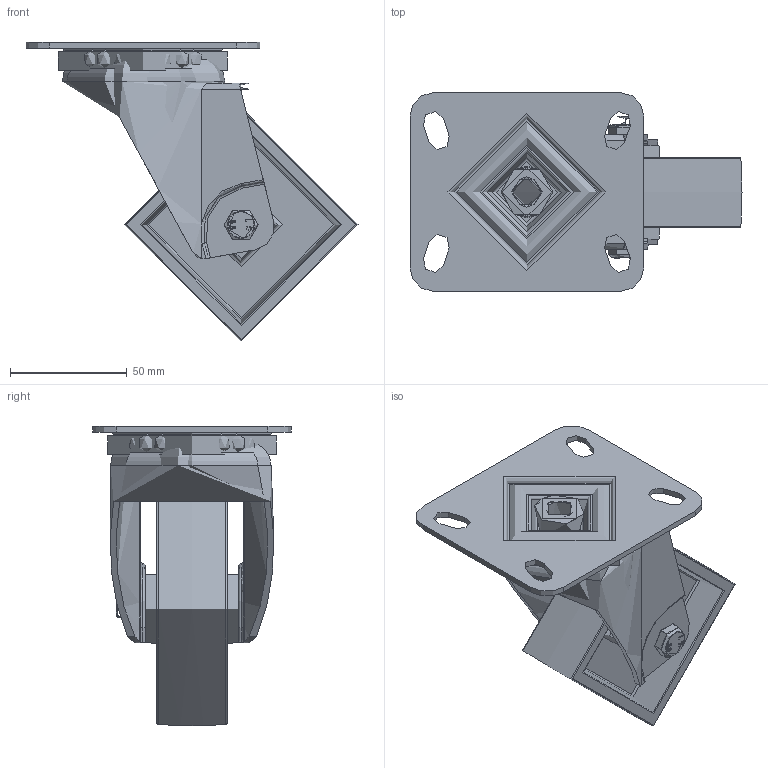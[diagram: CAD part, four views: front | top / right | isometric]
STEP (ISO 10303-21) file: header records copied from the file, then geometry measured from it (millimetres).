
FILE_DESCRIPTION(/* description */ ('','CAx-IF Rec.Pracs.---Representation and Presentation of Product Manufacturing Information (PMI)---4.0---2014-10-13'),/* implementation_level */ '2;1');
FILE_NAME(/* name */ 'BZMM100NYHT.step',/* time_stamp */ '2024-12-19T15:17:44Z',/* author */ (''),/* organization */ (''),/* preprocessor_version */ 'ST-DEVELOPER v20',/* originating_system */ 'Autodesk Translation Framework v13.20.0.188',/* authorisation */ '');
FILE_SCHEMA (('AP242_MANAGED_MODEL_BASED_3D_ENGINEERING_MIM_LF { 1 0 10303 442 1 1 4 }'));
Length unit declared in the file: millimetre
Products named in the file (18): BZMM100NYHT; BZXML100ASHT v1; PRESSED STEEL TOP PLATE; PRESSED STEEL TOP PLATE Geometry; Pattern; Component2; Pattern2; Component1; PRESSED STEEL FORKS; BEARING SEAL; BZMM100WNY130 v1; FIBRE GLASS FILLED NYLON WHEEL; TUBEM12X40 v1; ZINC PLATED STEEL TUBE; HEXBOLTM8X55Z8.8 v2; GRADE 8.8 ZINC PLATED BOLT; NM8GR8FULLZHT v1; M8 NUT
Assembly tree (51 placements, depth 5):
  BZMM100NYHT
    BZXML100ASHT v1
      PRESSED STEEL TOP PLATE
        PRESSED STEEL TOP PLATE Geometry
        Pattern
          Component2  x18
        Pattern2
          Component1  x18
      PRESSED STEEL FORKS
      BEARING SEAL
    BZMM100WNY130 v1
      FIBRE GLASS FILLED NYLON WHEEL
    TUBEM12X40 v1
      ZINC PLATED STEEL TUBE
    HEXBOLTM8X55Z8.8 v2
      GRADE 8.8 ZINC PLATED BOLT
    NM8GR8FULLZHT v1
      M8 NUT
Bounding box: 142 x 85 x 127.95 mm (x, y, z)
Volume: 187862.8 mm3; surface area: 101291.5 mm2
Topology: 43 solids, 43 shells, 416 faces, 1030 edges, 646 vertices
Faces by surface type: cylinder 138, plane 105, sphere 60, bspline 45, torus 39, cone 29
Full cylindrical faces by diameter (mm): 0.664 x2, 6.446 x7, 7.866 x13, 8 x2, 8.1 x2, 8.4 x1, 11.5 x1, 11.9 x1, 12.2 x1, 12.5 x1, 20 x1, 22 x1, 38 x1, 56 x1, 65 x1, 67.5 x1, 70 x1, 70.25 x1, 72.25 x1
Entity records: 21231 total; most frequent: CARTESIAN_POINT 11810, DIRECTION 1900, ORIENTED_EDGE 1836, EDGE_CURVE 918, AXIS2_PLACEMENT_3D 788, VERTEX_POINT 578, EDGE_LOOP 430, FACE_OUTER_BOUND 382
